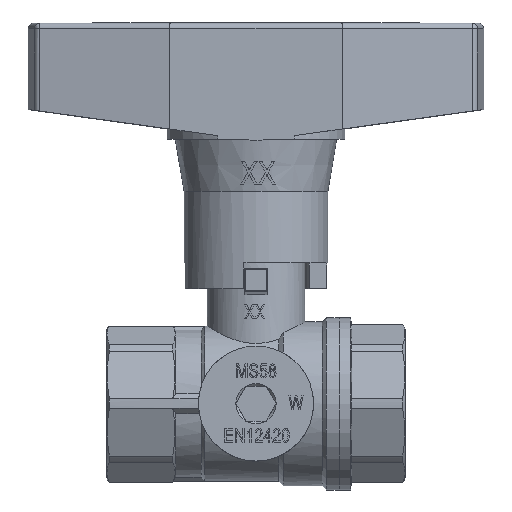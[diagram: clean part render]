
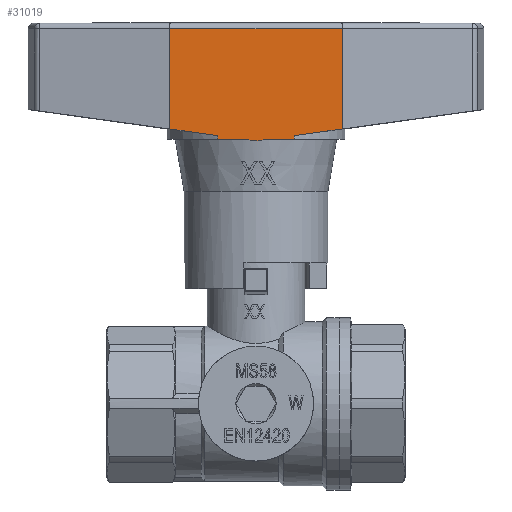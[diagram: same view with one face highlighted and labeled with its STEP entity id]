
A CAD part, top view. The second image highlights one B-rep face of the part: STEP entity #31019.
In plain terms, the highlighted face is planar.
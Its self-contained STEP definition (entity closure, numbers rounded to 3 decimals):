
#24=B_SPLINE_CURVE_WITH_KNOTS('',3,(#47451,#47452,#47453,#47454,#47455,
#47456,#47457,#47458,#47459,#47460,#47461,#47462,#47463,#47464,#47465,#47466,
#47467,#47468,#47469,#47470,#47471,#47472,#47473,#47474,#47475,#47476,#47477,
#47478,#47479,#47480,#47481,#47482,#47483,#47484,#47485,#47486,#47487,#47488,
#47489,#47490),.UNSPECIFIED.,.F.,.F.,(4,3,3,3,3,3,3,3,3,3,3,3,3,4),(0.,
0.168,0.335,0.419,0.502,
0.586,0.67,0.754,0.838,
0.922,1.006,1.09,1.174,1.342),
 .PIECEWISE_BEZIER_KNOTS.);
#4428=ORIENTED_EDGE('',*,*,#12329,.T.);
#4429=ORIENTED_EDGE('',*,*,#12327,.T.);
#4430=ORIENTED_EDGE('',*,*,#12338,.T.);
#4431=ORIENTED_EDGE('',*,*,#12307,.T.);
#4432=ORIENTED_EDGE('',*,*,#12356,.T.);
#4433=ORIENTED_EDGE('',*,*,#12320,.T.);
#4434=ORIENTED_EDGE('',*,*,#12350,.F.);
#4435=ORIENTED_EDGE('',*,*,#12357,.T.);
#4436=ORIENTED_EDGE('',*,*,#12358,.F.);
#4437=ORIENTED_EDGE('',*,*,#12341,.F.);
#4438=ORIENTED_EDGE('',*,*,#12359,.T.);
#4439=ORIENTED_EDGE('',*,*,#12360,.T.);
#12307=EDGE_CURVE('',#16502,#16501,#24,.T.);
#12320=EDGE_CURVE('',#16513,#16512,#19960,.T.);
#12327=EDGE_CURVE('',#16518,#16517,#19967,.T.);
#12329=EDGE_CURVE('',#16519,#16518,#19968,.T.);
#12338=EDGE_CURVE('',#16517,#16502,#19975,.T.);
#12341=EDGE_CURVE('',#16526,#16527,#19977,.T.);
#12350=EDGE_CURVE('',#16534,#16512,#19978,.T.);
#12356=EDGE_CURVE('',#16501,#16513,#19982,.T.);
#12357=EDGE_CURVE('',#16534,#16540,#19983,.T.);
#12358=EDGE_CURVE('',#16527,#16540,#19984,.T.);
#12359=EDGE_CURVE('',#16526,#16541,#19985,.T.);
#12360=EDGE_CURVE('',#16541,#16519,#19986,.T.);
#16501=VERTEX_POINT('',#47450);
#16502=VERTEX_POINT('',#47491);
#16512=VERTEX_POINT('',#47555);
#16513=VERTEX_POINT('',#47557);
#16517=VERTEX_POINT('',#47568);
#16518=VERTEX_POINT('',#47570);
#16519=VERTEX_POINT('',#47574);
#16526=VERTEX_POINT('',#47596);
#16527=VERTEX_POINT('',#47598);
#16534=VERTEX_POINT('',#47616);
#16540=VERTEX_POINT('',#47632);
#16541=VERTEX_POINT('',#47635);
#19960=LINE('',#47556,#23230);
#19967=LINE('',#47569,#23237);
#19968=LINE('',#47573,#23238);
#19975=LINE('',#47590,#23245);
#19977=LINE('',#47597,#23247);
#19978=LINE('',#47618,#23248);
#19982=LINE('',#47629,#23252);
#19983=LINE('',#47631,#23253);
#19984=LINE('',#47633,#23254);
#19985=LINE('',#47634,#23255);
#19986=LINE('',#47636,#23256);
#23230=VECTOR('',#37883,1000.);
#23237=VECTOR('',#37892,1000.);
#23238=VECTOR('',#37897,1000.);
#23245=VECTOR('',#37914,1000.);
#23247=VECTOR('',#37920,1000.);
#23248=VECTOR('',#37943,1000.);
#23252=VECTOR('',#37953,1000.);
#23253=VECTOR('',#37956,1000.);
#23254=VECTOR('',#37957,1000.);
#23255=VECTOR('',#37958,1000.);
#23256=VECTOR('',#37959,1000.);
#25779=EDGE_LOOP('',(#4428,#4429,#4430,#4431,#4432,#4433,#4434,#4435,#4436,
#4437,#4438,#4439));
#27665=FACE_BOUND('',#25779,.T.);
#29489=PLANE('',#33080);
#31019=ADVANCED_FACE('',(#27665),#29489,.F.);
#33080=AXIS2_PLACEMENT_3D('',#47630,#37954,#37955);
#37883=DIRECTION('',(1.,0.,0.));
#37892=DIRECTION('',(1.,0.,0.));
#37897=DIRECTION('',(0.,0.,-1.));
#37914=DIRECTION('',(0.991,0.,-0.137));
#37920=DIRECTION('',(1.,0.,0.));
#37943=DIRECTION('',(0.,0.,-1.));
#37953=DIRECTION('',(0.991,0.,0.137));
#37954=DIRECTION('',(0.,1.,0.));
#37955=DIRECTION('',(1.,0.,0.));
#37956=DIRECTION('',(0.991,0.,0.137));
#37957=DIRECTION('',(0.,0.,-1.));
#37958=DIRECTION('',(0.,0.,-1.));
#37959=DIRECTION('',(0.991,0.,-0.137));
#47450=CARTESIAN_POINT('',(0.663,-14.,27.592));
#47451=CARTESIAN_POINT('',(-0.663,-14.,27.592));
#47452=CARTESIAN_POINT('',(-0.609,-14.,27.577));
#47453=CARTESIAN_POINT('',(-0.554,-14.,27.564));
#47454=CARTESIAN_POINT('',(-0.5,-14.,27.552));
#47455=CARTESIAN_POINT('',(-0.445,-14.,27.541));
#47456=CARTESIAN_POINT('',(-0.39,-14.,27.531));
#47457=CARTESIAN_POINT('',(-0.335,-14.,27.523));
#47458=CARTESIAN_POINT('',(-0.307,-14.,27.52));
#47459=CARTESIAN_POINT('',(-0.279,-14.,27.516));
#47460=CARTESIAN_POINT('',(-0.252,-14.,27.513));
#47461=CARTESIAN_POINT('',(-0.224,-14.,27.51));
#47462=CARTESIAN_POINT('',(-0.196,-14.,27.508));
#47463=CARTESIAN_POINT('',(-0.169,-14.,27.506));
#47464=CARTESIAN_POINT('',(-0.141,-14.,27.504));
#47465=CARTESIAN_POINT('',(-0.113,-14.,27.503));
#47466=CARTESIAN_POINT('',(-0.085,-14.,27.502));
#47467=CARTESIAN_POINT('',(-0.057,-14.,27.501));
#47468=CARTESIAN_POINT('',(-0.029,-14.,27.5));
#47469=CARTESIAN_POINT('',(-0.001,-14.,27.5));
#47470=CARTESIAN_POINT('',(0.027,-14.,27.5));
#47471=CARTESIAN_POINT('',(0.055,-14.,27.5));
#47472=CARTESIAN_POINT('',(0.083,-14.,27.501));
#47473=CARTESIAN_POINT('',(0.111,-14.,27.502));
#47474=CARTESIAN_POINT('',(0.139,-14.,27.504));
#47475=CARTESIAN_POINT('',(0.167,-14.,27.506));
#47476=CARTESIAN_POINT('',(0.195,-14.,27.508));
#47477=CARTESIAN_POINT('',(0.223,-14.,27.51));
#47478=CARTESIAN_POINT('',(0.25,-14.,27.513));
#47479=CARTESIAN_POINT('',(0.278,-14.,27.516));
#47480=CARTESIAN_POINT('',(0.306,-14.,27.519));
#47481=CARTESIAN_POINT('',(0.334,-14.,27.523));
#47482=CARTESIAN_POINT('',(0.362,-14.,27.527));
#47483=CARTESIAN_POINT('',(0.39,-14.,27.532));
#47484=CARTESIAN_POINT('',(0.417,-14.,27.536));
#47485=CARTESIAN_POINT('',(0.445,-14.,27.541));
#47486=CARTESIAN_POINT('',(0.472,-14.,27.546));
#47487=CARTESIAN_POINT('',(0.5,-14.,27.552));
#47488=CARTESIAN_POINT('',(0.555,-14.,27.564));
#47489=CARTESIAN_POINT('',(0.609,-14.,27.577));
#47490=CARTESIAN_POINT('',(0.663,-14.,27.592));
#47491=CARTESIAN_POINT('',(-0.663,-14.,27.592));
#47555=CARTESIAN_POINT('',(6.652,-14.,27.8));
#47556=CARTESIAN_POINT('',(0.,-14.,27.8));
#47557=CARTESIAN_POINT('',(2.168,-14.,27.8));
#47568=CARTESIAN_POINT('',(-2.168,-14.,27.8));
#47569=CARTESIAN_POINT('',(0.,-14.,27.8));
#47570=CARTESIAN_POINT('',(-6.652,-14.,27.8));
#47573=CARTESIAN_POINT('',(-6.652,-14.,35.4));
#47574=CARTESIAN_POINT('',(-6.652,-14.,28.42));
#47590=CARTESIAN_POINT('',(4.164,-14.,26.924));
#47596=CARTESIAN_POINT('',(-15.,-14.,47.));
#47597=CARTESIAN_POINT('',(4.164,-14.,47.));
#47598=CARTESIAN_POINT('',(15.,-14.,47.));
#47616=CARTESIAN_POINT('',(6.652,-14.,28.42));
#47618=CARTESIAN_POINT('',(6.652,-14.,35.4));
#47629=CARTESIAN_POINT('',(4.164,-14.,28.076));
#47630=CARTESIAN_POINT('',(15.,-14.,46.));
#47631=CARTESIAN_POINT('',(4.164,-14.,28.076));
#47632=CARTESIAN_POINT('',(15.,-14.,29.575));
#47633=CARTESIAN_POINT('',(15.,-14.,48.));
#47634=CARTESIAN_POINT('',(-15.,-14.,48.));
#47635=CARTESIAN_POINT('',(-15.,-14.,29.575));
#47636=CARTESIAN_POINT('',(4.164,-14.,26.924));
